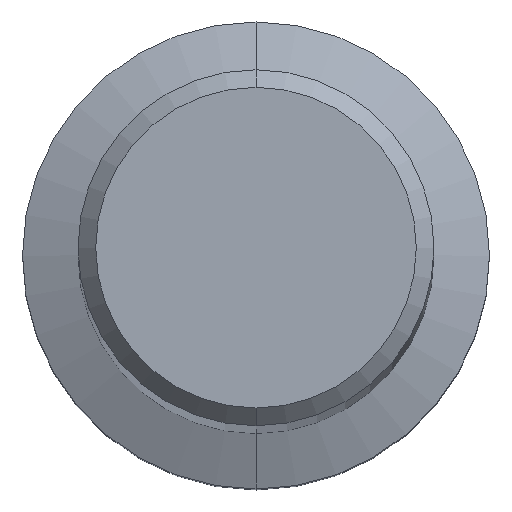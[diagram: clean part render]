
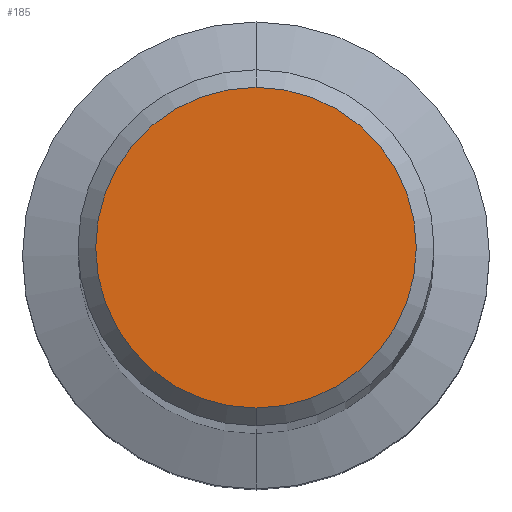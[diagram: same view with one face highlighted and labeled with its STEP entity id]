
A CAD part, top view. The second image highlights one B-rep face of the part: STEP entity #185.
In plain terms, the highlighted planar face has unit normal (0, 0, 1).
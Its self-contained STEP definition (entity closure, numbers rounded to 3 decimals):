
#131=EDGE_CURVE('',#201,#139,#331,.T.);
#139=VERTEX_POINT('',#340);
#185=ADVANCED_FACE('',(#395),#396,.T.);
#201=VERTEX_POINT('',#412);
#211=EDGE_CURVE('',#139,#201,#423,.T.);
#331=CIRCLE('',#549,5.45);
#340=CARTESIAN_POINT('',(0.,-5.45,0.0));
#395=FACE_OUTER_BOUND('',#627,.T.);
#396=PLANE('',#628);
#412=CARTESIAN_POINT('',(0.0,5.45,0.0));
#423=CIRCLE('',#662,5.45);
#549=AXIS2_PLACEMENT_3D('',#808,#809,#810);
#627=EDGE_LOOP('',(#906,#907));
#628=AXIS2_PLACEMENT_3D('',#908,#909,#910);
#662=AXIS2_PLACEMENT_3D('',#931,#932,#933);
#808=CARTESIAN_POINT('',(0.0,0.0,0.0));
#809=DIRECTION('',(0.0,0.0,-1.0));
#810=DIRECTION('',(0.0,1.0,0.0));
#906=ORIENTED_EDGE('',*,*,#131,.F.);
#907=ORIENTED_EDGE('',*,*,#211,.F.);
#908=CARTESIAN_POINT('',(0.0,2.725,0.0));
#909=DIRECTION('',(-0.0,0.0,1.0));
#910=DIRECTION('',(0.0,-1.0,0.0));
#931=CARTESIAN_POINT('',(0.0,0.0,0.0));
#932=DIRECTION('',(0.0,0.0,-1.0));
#933=DIRECTION('',(0.0,1.0,0.0));
